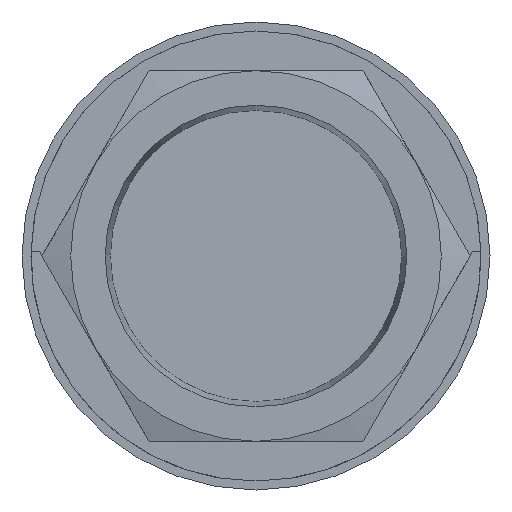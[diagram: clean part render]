
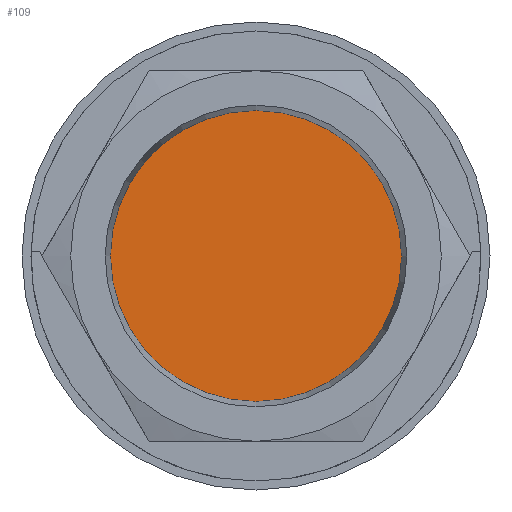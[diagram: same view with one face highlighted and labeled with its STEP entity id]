
A CAD part, left-side view. The second image highlights one B-rep face of the part: STEP entity #109.
In plain terms, the highlighted planar face has unit normal (-1, 0, 0).
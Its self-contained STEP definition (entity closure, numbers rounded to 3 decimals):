
#109 = ADVANCED_FACE( '', ( #241 ), #242, .F. );
#241 = FACE_OUTER_BOUND( '', #388, .T. );
#242 = PLANE( '', #389 );
#388 = EDGE_LOOP( '', ( #659 ) );
#389 = AXIS2_PLACEMENT_3D( '', #660, #661, #662 );
#659 = ORIENTED_EDGE( '', *, *, #948, .F. );
#660 = CARTESIAN_POINT( '', ( 3.333, 0., 0. ) );
#661 = DIRECTION( '', ( 1., 0., 0. ) );
#662 = DIRECTION( '', ( 0., 0., -1. ) );
#948 = EDGE_CURVE( '', #1164, #1164, #1165, .T. );
#1164 = VERTEX_POINT( '', #1469 );
#1165 = CIRCLE( '', #1470, 16.5 );
#1469 = CARTESIAN_POINT( '', ( 3.333, 0., -16.5 ) );
#1470 = AXIS2_PLACEMENT_3D( '', #1696, #1697, #1698 );
#1696 = CARTESIAN_POINT( '', ( 3.333, 0., 0. ) );
#1697 = DIRECTION( '', ( 1., 0., 0. ) );
#1698 = DIRECTION( '', ( 0., 0., -1. ) );
